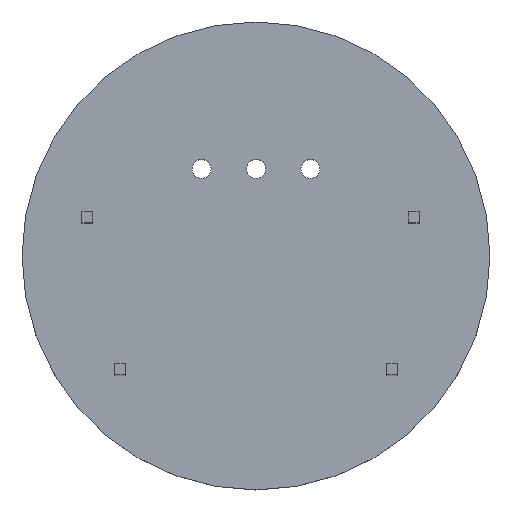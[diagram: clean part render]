
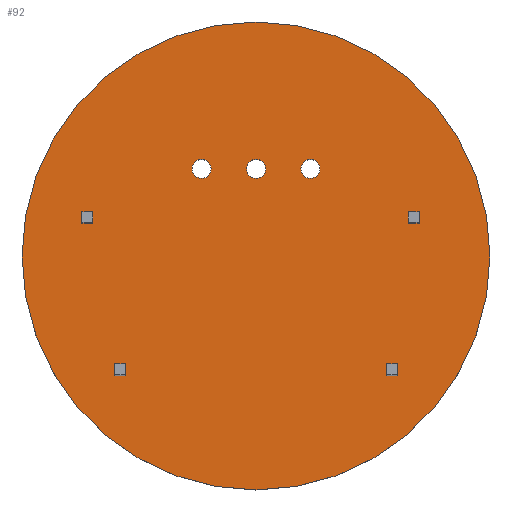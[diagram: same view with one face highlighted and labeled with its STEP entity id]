
A CAD part, top view. The second image highlights one B-rep face of the part: STEP entity #92.
In plain terms, the highlighted planar face has unit normal (0, 0, 1).
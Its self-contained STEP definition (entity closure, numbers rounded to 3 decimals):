
#24 = VERTEX_POINT('',#25);
#25 = CARTESIAN_POINT('',(215.,0.,30.));
#31 = EDGE_CURVE('',#24,#24,#32,.T.);
#32 = CIRCLE('',#33,215.);
#33 = AXIS2_PLACEMENT_3D('',#34,#35,#36);
#34 = CARTESIAN_POINT('',(0.,0.,30.));
#35 = DIRECTION('',(0.,0.,1.));
#36 = DIRECTION('',(1.,0.,0.));
#92 = ADVANCED_FACE('',(#93,#96,#130,#164,#175,#209,#220,#231),#265,.F.
  );
#93 = FACE_BOUND('',#94,.F.);
#94 = EDGE_LOOP('',(#95));
#95 = ORIENTED_EDGE('',*,*,#31,.F.);
#96 = FACE_BOUND('',#97,.F.);
#97 = EDGE_LOOP('',(#98,#108,#116,#124));
#98 = ORIENTED_EDGE('',*,*,#99,.F.);
#99 = EDGE_CURVE('',#100,#102,#104,.T.);
#100 = VERTEX_POINT('',#101);
#101 = CARTESIAN_POINT('',(-120.,-110.,30.));
#102 = VERTEX_POINT('',#103);
#103 = CARTESIAN_POINT('',(-130.,-110.,30.));
#104 = LINE('',#105,#106);
#105 = CARTESIAN_POINT('',(-120.,-110.,30.));
#106 = VECTOR('',#107,1.);
#107 = DIRECTION('',(-1.,0.,0.));
#108 = ORIENTED_EDGE('',*,*,#109,.F.);
#109 = EDGE_CURVE('',#110,#100,#112,.T.);
#110 = VERTEX_POINT('',#111);
#111 = CARTESIAN_POINT('',(-120.,-100.,30.));
#112 = LINE('',#113,#114);
#113 = CARTESIAN_POINT('',(-120.,-100.,30.));
#114 = VECTOR('',#115,1.);
#115 = DIRECTION('',(0.,-1.,0.));
#116 = ORIENTED_EDGE('',*,*,#117,.F.);
#117 = EDGE_CURVE('',#118,#110,#120,.T.);
#118 = VERTEX_POINT('',#119);
#119 = CARTESIAN_POINT('',(-130.,-100.,30.));
#120 = LINE('',#121,#122);
#121 = CARTESIAN_POINT('',(-130.,-100.,30.));
#122 = VECTOR('',#123,1.);
#123 = DIRECTION('',(1.,0.,0.));
#124 = ORIENTED_EDGE('',*,*,#125,.F.);
#125 = EDGE_CURVE('',#102,#118,#126,.T.);
#126 = LINE('',#127,#128);
#127 = CARTESIAN_POINT('',(-130.,-110.,30.));
#128 = VECTOR('',#129,1.);
#129 = DIRECTION('',(0.,1.,0.));
#130 = FACE_BOUND('',#131,.F.);
#131 = EDGE_LOOP('',(#132,#142,#150,#158));
#132 = ORIENTED_EDGE('',*,*,#133,.T.);
#133 = EDGE_CURVE('',#134,#136,#138,.T.);
#134 = VERTEX_POINT('',#135);
#135 = CARTESIAN_POINT('',(-150.,40.,30.));
#136 = VERTEX_POINT('',#137);
#137 = CARTESIAN_POINT('',(-160.,40.,30.));
#138 = LINE('',#139,#140);
#139 = CARTESIAN_POINT('',(-150.,40.,30.));
#140 = VECTOR('',#141,1.);
#141 = DIRECTION('',(-1.,0.,0.));
#142 = ORIENTED_EDGE('',*,*,#143,.T.);
#143 = EDGE_CURVE('',#136,#144,#146,.T.);
#144 = VERTEX_POINT('',#145);
#145 = CARTESIAN_POINT('',(-160.,30.,30.));
#146 = LINE('',#147,#148);
#147 = CARTESIAN_POINT('',(-160.,40.,30.));
#148 = VECTOR('',#149,1.);
#149 = DIRECTION('',(0.,-1.,0.));
#150 = ORIENTED_EDGE('',*,*,#151,.T.);
#151 = EDGE_CURVE('',#144,#152,#154,.T.);
#152 = VERTEX_POINT('',#153);
#153 = CARTESIAN_POINT('',(-150.,30.,30.));
#154 = LINE('',#155,#156);
#155 = CARTESIAN_POINT('',(-160.,30.,30.));
#156 = VECTOR('',#157,1.);
#157 = DIRECTION('',(1.,0.,0.));
#158 = ORIENTED_EDGE('',*,*,#159,.T.);
#159 = EDGE_CURVE('',#152,#134,#160,.T.);
#160 = LINE('',#161,#162);
#161 = CARTESIAN_POINT('',(-150.,30.,30.));
#162 = VECTOR('',#163,1.);
#163 = DIRECTION('',(0.,1.,0.));
#164 = FACE_BOUND('',#165,.F.);
#165 = EDGE_LOOP('',(#166));
#166 = ORIENTED_EDGE('',*,*,#167,.T.);
#167 = EDGE_CURVE('',#168,#168,#170,.T.);
#168 = VERTEX_POINT('',#169);
#169 = CARTESIAN_POINT('',(-58.75,80.,30.));
#170 = CIRCLE('',#171,8.75);
#171 = AXIS2_PLACEMENT_3D('',#172,#173,#174);
#172 = CARTESIAN_POINT('',(-50.,80.,30.));
#173 = DIRECTION('',(0.,0.,1.));
#174 = DIRECTION('',(-1.,0.,0.));
#175 = FACE_BOUND('',#176,.F.);
#176 = EDGE_LOOP('',(#177,#187,#195,#203));
#177 = ORIENTED_EDGE('',*,*,#178,.F.);
#178 = EDGE_CURVE('',#179,#181,#183,.T.);
#179 = VERTEX_POINT('',#180);
#180 = CARTESIAN_POINT('',(130.,-110.,30.));
#181 = VERTEX_POINT('',#182);
#182 = CARTESIAN_POINT('',(120.,-110.,30.));
#183 = LINE('',#184,#185);
#184 = CARTESIAN_POINT('',(130.,-110.,30.));
#185 = VECTOR('',#186,1.);
#186 = DIRECTION('',(-1.,0.,0.));
#187 = ORIENTED_EDGE('',*,*,#188,.F.);
#188 = EDGE_CURVE('',#189,#179,#191,.T.);
#189 = VERTEX_POINT('',#190);
#190 = CARTESIAN_POINT('',(130.,-100.,30.));
#191 = LINE('',#192,#193);
#192 = CARTESIAN_POINT('',(130.,-100.,30.));
#193 = VECTOR('',#194,1.);
#194 = DIRECTION('',(0.,-1.,0.));
#195 = ORIENTED_EDGE('',*,*,#196,.F.);
#196 = EDGE_CURVE('',#197,#189,#199,.T.);
#197 = VERTEX_POINT('',#198);
#198 = CARTESIAN_POINT('',(120.,-100.,30.));
#199 = LINE('',#200,#201);
#200 = CARTESIAN_POINT('',(120.,-100.,30.));
#201 = VECTOR('',#202,1.);
#202 = DIRECTION('',(1.,0.,0.));
#203 = ORIENTED_EDGE('',*,*,#204,.F.);
#204 = EDGE_CURVE('',#181,#197,#205,.T.);
#205 = LINE('',#206,#207);
#206 = CARTESIAN_POINT('',(120.,-110.,30.));
#207 = VECTOR('',#208,1.);
#208 = DIRECTION('',(0.,1.,0.));
#209 = FACE_BOUND('',#210,.F.);
#210 = EDGE_LOOP('',(#211));
#211 = ORIENTED_EDGE('',*,*,#212,.T.);
#212 = EDGE_CURVE('',#213,#213,#215,.T.);
#213 = VERTEX_POINT('',#214);
#214 = CARTESIAN_POINT('',(-8.622,80.,30.));
#215 = CIRCLE('',#216,8.75);
#216 = AXIS2_PLACEMENT_3D('',#217,#218,#219);
#217 = CARTESIAN_POINT('',(0.128,80.,30.));
#218 = DIRECTION('',(0.,0.,1.));
#219 = DIRECTION('',(-1.,0.,0.));
#220 = FACE_BOUND('',#221,.F.);
#221 = EDGE_LOOP('',(#222));
#222 = ORIENTED_EDGE('',*,*,#223,.T.);
#223 = EDGE_CURVE('',#224,#224,#226,.T.);
#224 = VERTEX_POINT('',#225);
#225 = CARTESIAN_POINT('',(41.25,80.,30.));
#226 = CIRCLE('',#227,8.75);
#227 = AXIS2_PLACEMENT_3D('',#228,#229,#230);
#228 = CARTESIAN_POINT('',(50.,80.,30.));
#229 = DIRECTION('',(0.,0.,1.));
#230 = DIRECTION('',(-1.,0.,0.));
#231 = FACE_BOUND('',#232,.F.);
#232 = EDGE_LOOP('',(#233,#243,#251,#259));
#233 = ORIENTED_EDGE('',*,*,#234,.F.);
#234 = EDGE_CURVE('',#235,#237,#239,.T.);
#235 = VERTEX_POINT('',#236);
#236 = CARTESIAN_POINT('',(150.,30.,30.));
#237 = VERTEX_POINT('',#238);
#238 = CARTESIAN_POINT('',(140.,30.,30.));
#239 = LINE('',#240,#241);
#240 = CARTESIAN_POINT('',(150.,30.,30.));
#241 = VECTOR('',#242,1.);
#242 = DIRECTION('',(-1.,0.,0.));
#243 = ORIENTED_EDGE('',*,*,#244,.F.);
#244 = EDGE_CURVE('',#245,#235,#247,.T.);
#245 = VERTEX_POINT('',#246);
#246 = CARTESIAN_POINT('',(150.,40.,30.));
#247 = LINE('',#248,#249);
#248 = CARTESIAN_POINT('',(150.,40.,30.));
#249 = VECTOR('',#250,1.);
#250 = DIRECTION('',(0.,-1.,0.));
#251 = ORIENTED_EDGE('',*,*,#252,.F.);
#252 = EDGE_CURVE('',#253,#245,#255,.T.);
#253 = VERTEX_POINT('',#254);
#254 = CARTESIAN_POINT('',(140.,40.,30.));
#255 = LINE('',#256,#257);
#256 = CARTESIAN_POINT('',(140.,40.,30.));
#257 = VECTOR('',#258,1.);
#258 = DIRECTION('',(1.,0.,0.));
#259 = ORIENTED_EDGE('',*,*,#260,.F.);
#260 = EDGE_CURVE('',#237,#253,#261,.T.);
#261 = LINE('',#262,#263);
#262 = CARTESIAN_POINT('',(140.,30.,30.));
#263 = VECTOR('',#264,1.);
#264 = DIRECTION('',(0.,1.,0.));
#265 = PLANE('',#266);
#266 = AXIS2_PLACEMENT_3D('',#267,#268,#269);
#267 = CARTESIAN_POINT('',(0.,0.,30.));
#268 = DIRECTION('',(0.,0.,-1.));
#269 = DIRECTION('',(0.,1.,0.));
